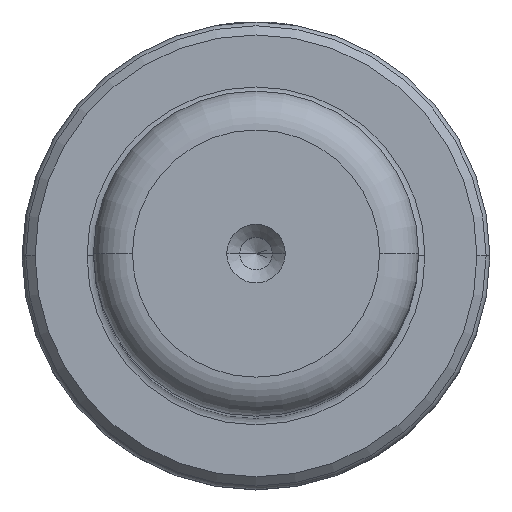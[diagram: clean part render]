
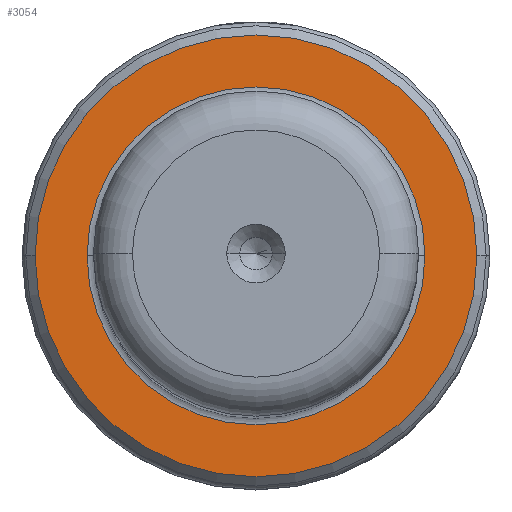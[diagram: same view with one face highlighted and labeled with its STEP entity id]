
A CAD part, top view. The second image highlights one B-rep face of the part: STEP entity #3054.
In plain terms, the highlighted planar face has unit normal (0, 0, 1).
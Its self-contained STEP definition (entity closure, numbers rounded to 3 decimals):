
#278 = CARTESIAN_POINT ( 'NONE',  ( 17., 0., 26. ) ) ;
#349 = EDGE_LOOP ( 'NONE', ( #1181, #2143 ) ) ;
#478 = ORIENTED_EDGE ( 'NONE', *, *, #1021, .T. ) ;
#697 = CARTESIAN_POINT ( 'NONE',  ( 0., 0., 26. ) ) ;
#815 = CIRCLE ( 'NONE', #3007, 13. ) ;
#889 = DIRECTION ( 'NONE',  ( 1., 0., 0. ) ) ;
#950 = AXIS2_PLACEMENT_3D ( 'NONE', #3182, #1175, #889 ) ;
#1021 = EDGE_CURVE ( 'NONE', #1796, #3320, #2566, .T. ) ;
#1072 = DIRECTION ( 'NONE',  ( 1., 0., 0. ) ) ;
#1075 = EDGE_LOOP ( 'NONE', ( #3186, #478 ) ) ;
#1122 = AXIS2_PLACEMENT_3D ( 'NONE', #697, #2505, #1272 ) ;
#1142 = DIRECTION ( 'NONE',  ( 0., 0., -1. ) ) ;
#1175 = DIRECTION ( 'NONE',  ( 0., 0., 1. ) ) ;
#1181 = ORIENTED_EDGE ( 'NONE', *, *, #2313, .T. ) ;
#1272 = DIRECTION ( 'NONE',  ( -1., 0., 0. ) ) ;
#1274 = CARTESIAN_POINT ( 'NONE',  ( 0., 0., 26. ) ) ;
#1299 = AXIS2_PLACEMENT_3D ( 'NONE', #1274, #1594, #1072 ) ;
#1312 = FACE_OUTER_BOUND ( 'NONE', #349, .T. ) ;
#1328 = FACE_BOUND ( 'NONE', #1075, .T. ) ;
#1374 = CARTESIAN_POINT ( 'NONE',  ( 0., 0., 26. ) ) ;
#1419 = VERTEX_POINT ( 'NONE', #3229 ) ;
#1594 = DIRECTION ( 'NONE',  ( 0., 0., 1. ) ) ;
#1795 = DIRECTION ( 'NONE',  ( 1., 0., 0. ) ) ;
#1796 = VERTEX_POINT ( 'NONE', #2840 ) ;
#1993 = CARTESIAN_POINT ( 'NONE',  ( -13., 0., 26. ) ) ;
#2143 = ORIENTED_EDGE ( 'NONE', *, *, #3280, .T. ) ;
#2303 = VERTEX_POINT ( 'NONE', #278 ) ;
#2313 = EDGE_CURVE ( 'NONE', #1419, #2303, #2735, .T. ) ;
#2505 = DIRECTION ( 'NONE',  ( 0., 0., -1. ) ) ;
#2552 = EDGE_CURVE ( 'NONE', #3320, #1796, #815, .T. ) ;
#2566 = CIRCLE ( 'NONE', #1122, 13. ) ;
#2735 = CIRCLE ( 'NONE', #1299, 17. ) ;
#2840 = CARTESIAN_POINT ( 'NONE',  ( 13., 0., 26. ) ) ;
#2851 = DIRECTION ( 'NONE',  ( 0., 0., 1. ) ) ;
#3007 = AXIS2_PLACEMENT_3D ( 'NONE', #1374, #1142, #3180 ) ;
#3054 = ADVANCED_FACE ( 'NONE', ( #1328, #1312 ), #3085, .T. ) ;
#3085 = PLANE ( 'NONE',  #3224 ) ;
#3118 = CARTESIAN_POINT ( 'NONE',  ( 0., 0., 26. ) ) ;
#3180 = DIRECTION ( 'NONE',  ( -1., 0., 0. ) ) ;
#3182 = CARTESIAN_POINT ( 'NONE',  ( 0., 0., 26. ) ) ;
#3186 = ORIENTED_EDGE ( 'NONE', *, *, #2552, .T. ) ;
#3192 = CIRCLE ( 'NONE', #950, 17. ) ;
#3224 = AXIS2_PLACEMENT_3D ( 'NONE', #3118, #2851, #1795 ) ;
#3229 = CARTESIAN_POINT ( 'NONE',  ( -17., 0., 26. ) ) ;
#3280 = EDGE_CURVE ( 'NONE', #2303, #1419, #3192, .T. ) ;
#3320 = VERTEX_POINT ( 'NONE', #1993 ) ;
